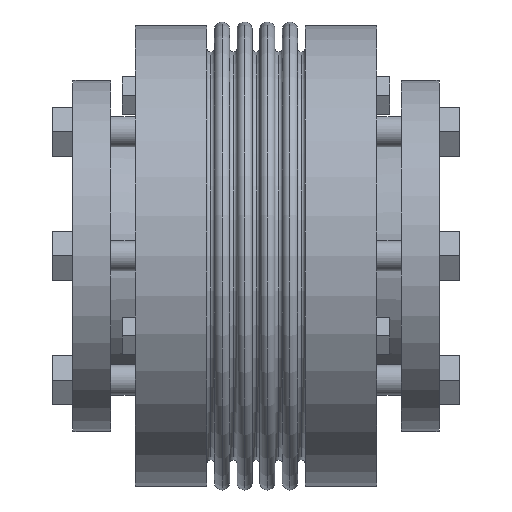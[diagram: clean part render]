
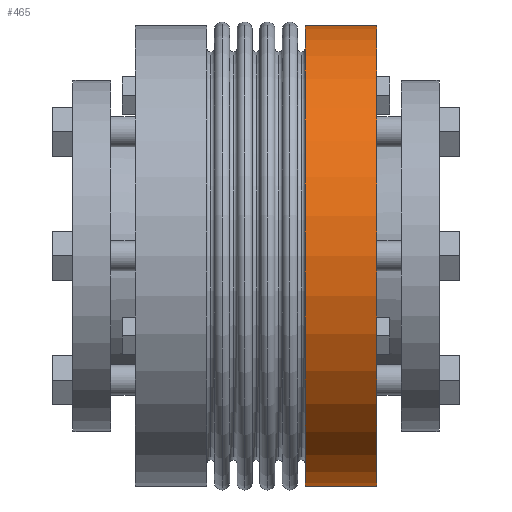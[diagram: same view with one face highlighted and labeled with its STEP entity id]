
A CAD part, top view. The second image highlights one B-rep face of the part: STEP entity #465.
In plain terms, the highlighted cylindrical face has radius 61 mm (diameter 122 mm), a partial arc.
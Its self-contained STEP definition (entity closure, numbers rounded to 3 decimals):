
#465=ADVANCED_FACE('',(#1420),#1421,.T.);
#1420=FACE_OUTER_BOUND('',#2728,.T.);
#1421=CYLINDRICAL_SURFACE('',#2729,61.0);
#2728=EDGE_LOOP('',(#4421,#4422,#4423,#4424));
#2729=AXIS2_PLACEMENT_3D('',#4425,#4426,#4427);
#4421=ORIENTED_EDGE('',*,*,#6906,.F.);
#4422=ORIENTED_EDGE('',*,*,#6907,.F.);
#4423=ORIENTED_EDGE('',*,*,#6908,.F.);
#4424=ORIENTED_EDGE('',*,*,#6909,.T.);
#4425=CARTESIAN_POINT('',(97.0,0.0,0.0));
#4426=DIRECTION('',(-1.0,0.0,0.0));
#4427=DIRECTION('',(0.0,1.0,0.0));
#6906=EDGE_CURVE('',#8081,#8082,#8083,.T.);
#6907=EDGE_CURVE('',#8084,#8081,#8085,.T.);
#6908=EDGE_CURVE('',#8086,#8084,#8087,.T.);
#6909=EDGE_CURVE('',#8086,#8082,#8088,.T.);
#8081=VERTEX_POINT('',#9626);
#8082=VERTEX_POINT('',#9627);
#8083=LINE('',#9628,#9629);
#8084=VERTEX_POINT('',#9630);
#8085=CIRCLE('',#9631,61.0);
#8086=VERTEX_POINT('',#9632);
#8087=LINE('',#9633,#9634);
#8088=CIRCLE('',#9635,61.0);
#9626=CARTESIAN_POINT('',(61.5,61.0,0.0));
#9627=CARTESIAN_POINT('',(80.5,61.0,0.0));
#9628=CARTESIAN_POINT('',(71.0,61.0,0.));
#9629=VECTOR('',#11579,1.0);
#9630=CARTESIAN_POINT('',(61.5,-61.0,0.));
#9631=AXIS2_PLACEMENT_3D('',#11580,#11581,#11582);
#9632=CARTESIAN_POINT('',(80.5,-61.0,0.));
#9633=CARTESIAN_POINT('',(71.0,-61.0,0.));
#9634=VECTOR('',#11583,1.0);
#9635=AXIS2_PLACEMENT_3D('',#11584,#11585,#11586);
#11579=DIRECTION('',(1.0,-0.0,-0.0));
#11580=CARTESIAN_POINT('',(61.5,0.0,0.0));
#11581=DIRECTION('',(-1.0,0.0,0.0));
#11582=DIRECTION('',(0.0,1.0,0.0));
#11583=DIRECTION('',(-1.0,0.0,0.0));
#11584=CARTESIAN_POINT('',(80.5,0.0,0.0));
#11585=DIRECTION('',(-1.0,0.0,0.0));
#11586=DIRECTION('',(0.0,1.0,0.0));
